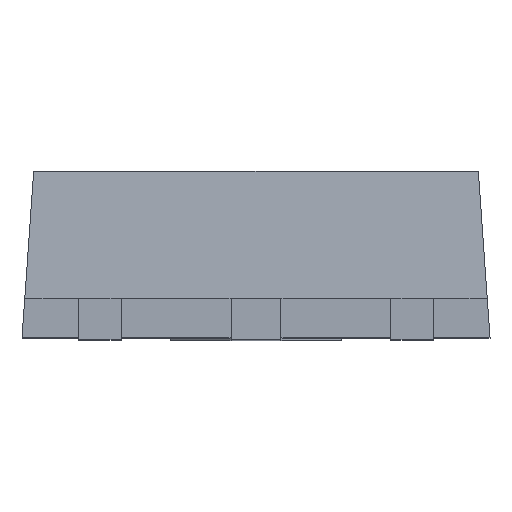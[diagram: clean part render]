
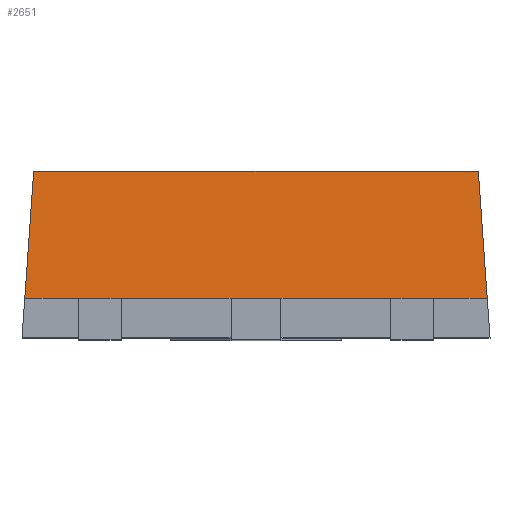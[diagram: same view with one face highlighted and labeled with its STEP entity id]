
A CAD part, top view. The second image highlights one B-rep face of the part: STEP entity #2651.
In plain terms, the highlighted planar face has unit normal (0, 0.07, 0.998).
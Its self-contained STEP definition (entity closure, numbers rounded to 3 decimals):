
#20 = VERTEX_POINT ( 'NONE', #2184 ) ;
#303 = CARTESIAN_POINT ( 'NONE',  ( -2.248, 0.38, 1.22 ) ) ;
#396 = LINE ( 'NONE', #7483, #3055 ) ;
#398 = EDGE_CURVE ( 'NONE', #7227, #1917, #777, .T. ) ;
#527 = LINE ( 'NONE', #7541, #7521 ) ;
#713 = ORIENTED_EDGE ( 'NONE', *, *, #1690, .F. ) ;
#777 = LINE ( 'NONE', #814, #936 ) ;
#794 = ORIENTED_EDGE ( 'NONE', *, *, #398, .F. ) ;
#814 = CARTESIAN_POINT ( 'NONE',  ( 1.295, 0.38, 1.22 ) ) ;
#861 = EDGE_CURVE ( 'NONE', #1977, #4412, #1706, .T. ) ;
#936 = VECTOR ( 'NONE', #2678, 1000. ) ;
#959 = LINE ( 'NONE', #303, #6676 ) ;
#1324 = VECTOR ( 'NONE', #4860, 1000. ) ;
#1464 = EDGE_LOOP ( 'NONE', ( #5169, #4875, #2286, #5291, #6627, #4184, #4704, #713, #5218, #794 ) ) ;
#1690 = EDGE_CURVE ( 'NONE', #3393, #2006, #7671, .T. ) ;
#1706 = LINE ( 'NONE', #2251, #4288 ) ;
#1729 = CARTESIAN_POINT ( 'NONE',  ( -2.248, 0.38, 1.22 ) ) ;
#1917 = VERTEX_POINT ( 'NONE', #2712 ) ;
#1960 = CARTESIAN_POINT ( 'NONE',  ( 2.221, 0.38, 1.22 ) ) ;
#1964 = VECTOR ( 'NONE', #5316, 1000. ) ;
#1977 = VERTEX_POINT ( 'NONE', #2638 ) ;
#2006 = VERTEX_POINT ( 'NONE', #6780 ) ;
#2035 = CARTESIAN_POINT ( 'NONE',  ( 0., 1.6, 1.135 ) ) ;
#2184 = CARTESIAN_POINT ( 'NONE',  ( -1.295, 0.38, 1.22 ) ) ;
#2216 = EDGE_CURVE ( 'NONE', #20, #4026, #4219, .T. ) ;
#2251 = CARTESIAN_POINT ( 'NONE',  ( -2.125, 1.748, 1.124 ) ) ;
#2286 = ORIENTED_EDGE ( 'NONE', *, *, #3123, .F. ) ;
#2288 = LINE ( 'NONE', #2950, #1964 ) ;
#2412 = DIRECTION ( 'NONE',  ( -1., 0., 0. ) ) ;
#2569 = VECTOR ( 'NONE', #5223, 1000. ) ;
#2596 = VECTOR ( 'NONE', #4842, 1000. ) ;
#2638 = CARTESIAN_POINT ( 'NONE',  ( -2.136, 1.6, 1.135 ) ) ;
#2651 = ADVANCED_FACE ( 'NONE', ( #3278 ), #6142, .F. ) ;
#2678 = DIRECTION ( 'NONE',  ( -1., 0., 0. ) ) ;
#2712 = CARTESIAN_POINT ( 'NONE',  ( 1.295, 0.38, 1.22 ) ) ;
#2950 = CARTESIAN_POINT ( 'NONE',  ( -2.248, 0.38, 1.22 ) ) ;
#2979 = EDGE_CURVE ( 'NONE', #4026, #4412, #959, .T. ) ;
#3055 = VECTOR ( 'NONE', #5679, 1000. ) ;
#3123 = EDGE_CURVE ( 'NONE', #1977, #4840, #527, .T. ) ;
#3221 = AXIS2_PLACEMENT_3D ( 'NONE', #2035, #4368, #4407 ) ;
#3278 = FACE_OUTER_BOUND ( 'NONE', #1464, .T. ) ;
#3393 = VERTEX_POINT ( 'NONE', #3531 ) ;
#3400 = EDGE_CURVE ( 'NONE', #1917, #3393, #2288, .T. ) ;
#3531 = CARTESIAN_POINT ( 'NONE',  ( 0.24, 0.38, 1.22 ) ) ;
#3642 = CARTESIAN_POINT ( 'NONE',  ( -1.705, 0.38, 1.22 ) ) ;
#3658 = LINE ( 'NONE', #4900, #1324 ) ;
#4026 = VERTEX_POINT ( 'NONE', #6310 ) ;
#4184 = ORIENTED_EDGE ( 'NONE', *, *, #2216, .F. ) ;
#4219 = LINE ( 'NONE', #3642, #2596 ) ;
#4288 = VECTOR ( 'NONE', #7048, 1000. ) ;
#4368 = DIRECTION ( 'NONE',  ( 0., -0.07, -0.998 ) ) ;
#4407 = DIRECTION ( 'NONE',  ( 1., 0., 0. ) ) ;
#4412 = VERTEX_POINT ( 'NONE', #5470 ) ;
#4612 = DIRECTION ( 'NONE',  ( 1., 0., 0. ) ) ;
#4704 = ORIENTED_EDGE ( 'NONE', *, *, #6491, .F. ) ;
#4742 = CARTESIAN_POINT ( 'NONE',  ( -0.24, 0.38, 1.22 ) ) ;
#4840 = VERTEX_POINT ( 'NONE', #5383 ) ;
#4842 = DIRECTION ( 'NONE',  ( -1., 0., 0. ) ) ;
#4860 = DIRECTION ( 'NONE',  ( -1., 0., 0. ) ) ;
#4875 = ORIENTED_EDGE ( 'NONE', *, *, #6712, .T. ) ;
#4900 = CARTESIAN_POINT ( 'NONE',  ( -2.248, 0.38, 1.22 ) ) ;
#5010 = DIRECTION ( 'NONE',  ( -1., 0., 0. ) ) ;
#5169 = ORIENTED_EDGE ( 'NONE', *, *, #7215, .F. ) ;
#5218 = ORIENTED_EDGE ( 'NONE', *, *, #3400, .F. ) ;
#5223 = DIRECTION ( 'NONE',  ( -1., 0., 0. ) ) ;
#5291 = ORIENTED_EDGE ( 'NONE', *, *, #861, .T. ) ;
#5316 = DIRECTION ( 'NONE',  ( -1., 0., 0. ) ) ;
#5383 = CARTESIAN_POINT ( 'NONE',  ( 2.136, 1.6, 1.135 ) ) ;
#5470 = CARTESIAN_POINT ( 'NONE',  ( -2.221, 0.38, 1.22 ) ) ;
#5569 = VECTOR ( 'NONE', #2412, 1000. ) ;
#5679 = DIRECTION ( 'NONE',  ( -0.07, 0.995, -0.07 ) ) ;
#6142 = PLANE ( 'NONE',  #3221 ) ;
#6214 = VERTEX_POINT ( 'NONE', #1960 ) ;
#6310 = CARTESIAN_POINT ( 'NONE',  ( -1.705, 0.38, 1.22 ) ) ;
#6491 = EDGE_CURVE ( 'NONE', #2006, #20, #6495, .T. ) ;
#6495 = LINE ( 'NONE', #1729, #2569 ) ;
#6627 = ORIENTED_EDGE ( 'NONE', *, *, #2979, .F. ) ;
#6676 = VECTOR ( 'NONE', #5010, 1000. ) ;
#6712 = EDGE_CURVE ( 'NONE', #6214, #4840, #396, .T. ) ;
#6780 = CARTESIAN_POINT ( 'NONE',  ( -0.24, 0.38, 1.22 ) ) ;
#7048 = DIRECTION ( 'NONE',  ( -0.07, -0.995, 0.07 ) ) ;
#7215 = EDGE_CURVE ( 'NONE', #6214, #7227, #3658, .T. ) ;
#7227 = VERTEX_POINT ( 'NONE', #7247 ) ;
#7247 = CARTESIAN_POINT ( 'NONE',  ( 1.705, 0.38, 1.22 ) ) ;
#7483 = CARTESIAN_POINT ( 'NONE',  ( 2.125, 1.748, 1.124 ) ) ;
#7521 = VECTOR ( 'NONE', #4612, 1000. ) ;
#7541 = CARTESIAN_POINT ( 'NONE',  ( 0., 1.6, 1.135 ) ) ;
#7671 = LINE ( 'NONE', #4742, #5569 ) ;
